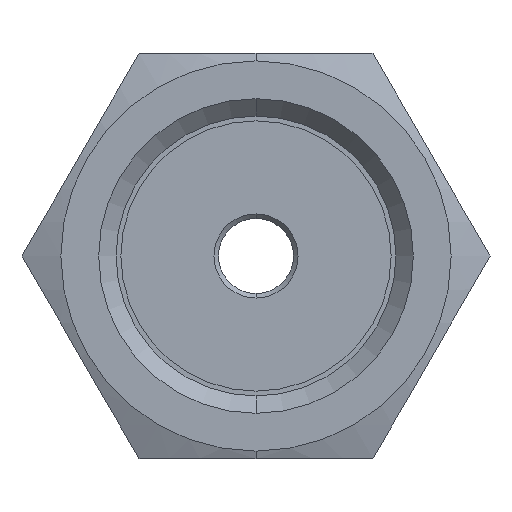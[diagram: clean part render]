
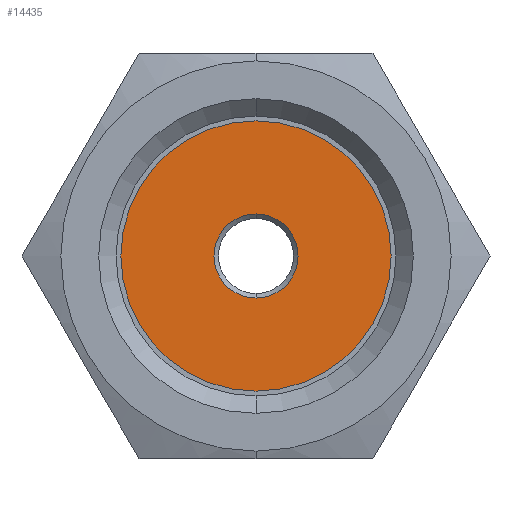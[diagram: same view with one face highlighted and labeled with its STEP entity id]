
A CAD part, left-side view. The second image highlights one B-rep face of the part: STEP entity #14435.
In plain terms, the highlighted planar face has unit normal (-1, 0, 0).
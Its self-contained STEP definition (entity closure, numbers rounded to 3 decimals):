
#11 = PLANE ( 'NONE',  #2780 ) ;
#560 = FACE_BOUND ( 'NONE', #11698, .T. ) ;
#1230 = AXIS2_PLACEMENT_3D ( 'NONE', #3209, #8597, #10849 ) ;
#1782 = AXIS2_PLACEMENT_3D ( 'NONE', #6796, #11838, #10624 ) ;
#1835 = CARTESIAN_POINT ( 'NONE',  ( -43., 0., 0. ) ) ;
#1936 = CARTESIAN_POINT ( 'NONE',  ( -43., 0., 9. ) ) ;
#1986 = EDGE_CURVE ( 'NONE', #15845, #10842, #10558, .T. ) ;
#2124 = EDGE_LOOP ( 'NONE', ( #13621, #13945 ) ) ;
#2395 = CARTESIAN_POINT ( 'NONE',  ( -43., 0., 2.8 ) ) ;
#2780 = AXIS2_PLACEMENT_3D ( 'NONE', #10264, #12824, #14100 ) ;
#2937 = FACE_OUTER_BOUND ( 'NONE', #2124, .T. ) ;
#2984 = EDGE_CURVE ( 'NONE', #4531, #10868, #13488, .T. ) ;
#3209 = CARTESIAN_POINT ( 'NONE',  ( -43., 0., 0. ) ) ;
#3606 = DIRECTION ( 'NONE',  ( 1., 0., 0. ) ) ;
#4531 = VERTEX_POINT ( 'NONE', #1936 ) ;
#4629 = CIRCLE ( 'NONE', #1230, 9. ) ;
#5426 = ORIENTED_EDGE ( 'NONE', *, *, #1986, .T. ) ;
#6027 = DIRECTION ( 'NONE',  ( 0., 0., 1. ) ) ;
#6796 = CARTESIAN_POINT ( 'NONE',  ( -43., 0., 0. ) ) ;
#7186 = CARTESIAN_POINT ( 'NONE',  ( -43., 0., 0. ) ) ;
#8226 = DIRECTION ( 'NONE',  ( 1., 0., 0. ) ) ;
#8597 = DIRECTION ( 'NONE',  ( 1., 0., 0. ) ) ;
#10204 = CARTESIAN_POINT ( 'NONE',  ( -43., 0., -9. ) ) ;
#10264 = CARTESIAN_POINT ( 'NONE',  ( -43., 9., 0. ) ) ;
#10558 = CIRCLE ( 'NONE', #12359, 2.8 ) ;
#10624 = DIRECTION ( 'NONE',  ( 0., 0., -1. ) ) ;
#10842 = VERTEX_POINT ( 'NONE', #14089 ) ;
#10849 = DIRECTION ( 'NONE',  ( 0., 0., -1. ) ) ;
#10868 = VERTEX_POINT ( 'NONE', #10204 ) ;
#11226 = CIRCLE ( 'NONE', #11496, 2.8 ) ;
#11496 = AXIS2_PLACEMENT_3D ( 'NONE', #1835, #8226, #13361 ) ;
#11698 = EDGE_LOOP ( 'NONE', ( #5426, #14511 ) ) ;
#11838 = DIRECTION ( 'NONE',  ( 1., 0., 0. ) ) ;
#11948 = EDGE_CURVE ( 'NONE', #10842, #15845, #11226, .T. ) ;
#12359 = AXIS2_PLACEMENT_3D ( 'NONE', #7186, #3606, #6027 ) ;
#12824 = DIRECTION ( 'NONE',  ( -1., 0., 0. ) ) ;
#13361 = DIRECTION ( 'NONE',  ( 0., 0., 1. ) ) ;
#13488 = CIRCLE ( 'NONE', #1782, 9. ) ;
#13621 = ORIENTED_EDGE ( 'NONE', *, *, #16367, .F. ) ;
#13945 = ORIENTED_EDGE ( 'NONE', *, *, #2984, .F. ) ;
#14089 = CARTESIAN_POINT ( 'NONE',  ( -43., 0., -2.8 ) ) ;
#14100 = DIRECTION ( 'NONE',  ( 0., 0., 1. ) ) ;
#14435 = ADVANCED_FACE ( 'NONE', ( #560, #2937 ), #11, .T. ) ;
#14511 = ORIENTED_EDGE ( 'NONE', *, *, #11948, .T. ) ;
#15845 = VERTEX_POINT ( 'NONE', #2395 ) ;
#16367 = EDGE_CURVE ( 'NONE', #10868, #4531, #4629, .T. ) ;
